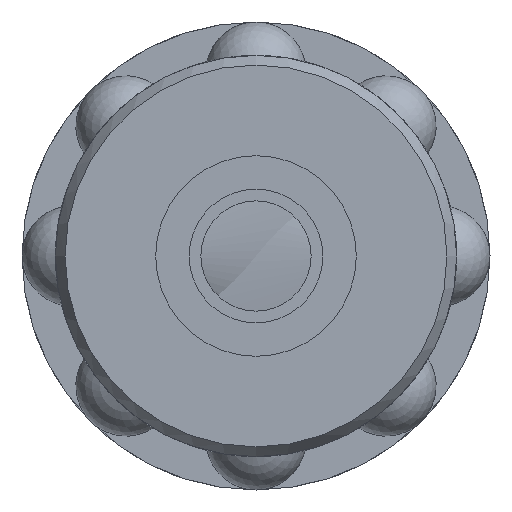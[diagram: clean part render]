
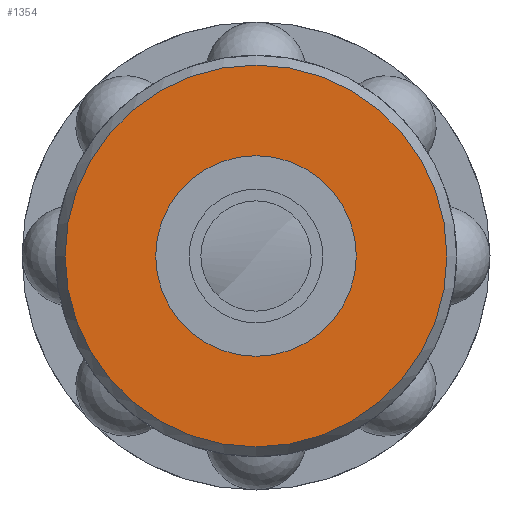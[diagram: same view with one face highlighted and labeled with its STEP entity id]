
A CAD part, left-side view. The second image highlights one B-rep face of the part: STEP entity #1354.
In plain terms, the highlighted planar face has unit normal (-1, 0, 0).
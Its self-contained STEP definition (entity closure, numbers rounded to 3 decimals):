
#29=FACE_BOUND('',#366,.T.);
#56=PLANE('',#1547);
#135=CIRCLE('',#1458,3.);
#136=CIRCLE('',#1459,3.);
#190=CIRCLE('',#1548,5.711);
#191=CIRCLE('',#1549,5.711);
#275=FACE_OUTER_BOUND('',#365,.T.);
#365=EDGE_LOOP('',(#1198,#1199));
#366=EDGE_LOOP('',(#1200,#1201));
#562=VERTEX_POINT('',#2736);
#563=VERTEX_POINT('',#2737);
#618=VERTEX_POINT('',#3092);
#619=VERTEX_POINT('',#3093);
#731=EDGE_CURVE('',#562,#563,#135,.T.);
#732=EDGE_CURVE('',#563,#562,#136,.T.);
#820=EDGE_CURVE('',#618,#619,#190,.T.);
#821=EDGE_CURVE('',#619,#618,#191,.T.);
#1198=ORIENTED_EDGE('',*,*,#820,.F.);
#1199=ORIENTED_EDGE('',*,*,#821,.F.);
#1200=ORIENTED_EDGE('',*,*,#731,.T.);
#1201=ORIENTED_EDGE('',*,*,#732,.T.);
#1354=ADVANCED_FACE('',(#275,#29),#56,.T.);
#1458=AXIS2_PLACEMENT_3D('',#2738,#1736,#1737);
#1459=AXIS2_PLACEMENT_3D('',#2739,#1738,#1739);
#1547=AXIS2_PLACEMENT_3D('',#3091,#1932,#1933);
#1548=AXIS2_PLACEMENT_3D('',#3094,#1934,#1935);
#1549=AXIS2_PLACEMENT_3D('',#3095,#1936,#1937);
#1736=DIRECTION('center_axis',(1.,0.,0.));
#1737=DIRECTION('ref_axis',(0.,-1.,0.));
#1738=DIRECTION('center_axis',(1.,0.,0.));
#1739=DIRECTION('ref_axis',(0.,-1.,0.));
#1932=DIRECTION('center_axis',(-1.,0.,0.));
#1933=DIRECTION('ref_axis',(0.,0.,1.));
#1934=DIRECTION('center_axis',(1.,0.,0.));
#1935=DIRECTION('ref_axis',(0.,-1.,0.));
#1936=DIRECTION('center_axis',(1.,0.,0.));
#1937=DIRECTION('ref_axis',(0.,-1.,0.));
#2736=CARTESIAN_POINT('',(-22.,-3.,0.));
#2737=CARTESIAN_POINT('',(-22.,3.,0.));
#2738=CARTESIAN_POINT('Origin',(-22.,0.,0.));
#2739=CARTESIAN_POINT('Origin',(-22.,0.,0.));
#3091=CARTESIAN_POINT('Origin',(-22.,-2.856,0.));
#3092=CARTESIAN_POINT('',(-22.,-5.711,0.));
#3093=CARTESIAN_POINT('',(-22.,5.711,0.));
#3094=CARTESIAN_POINT('Origin',(-22.,0.,0.));
#3095=CARTESIAN_POINT('Origin',(-22.,0.,0.));
